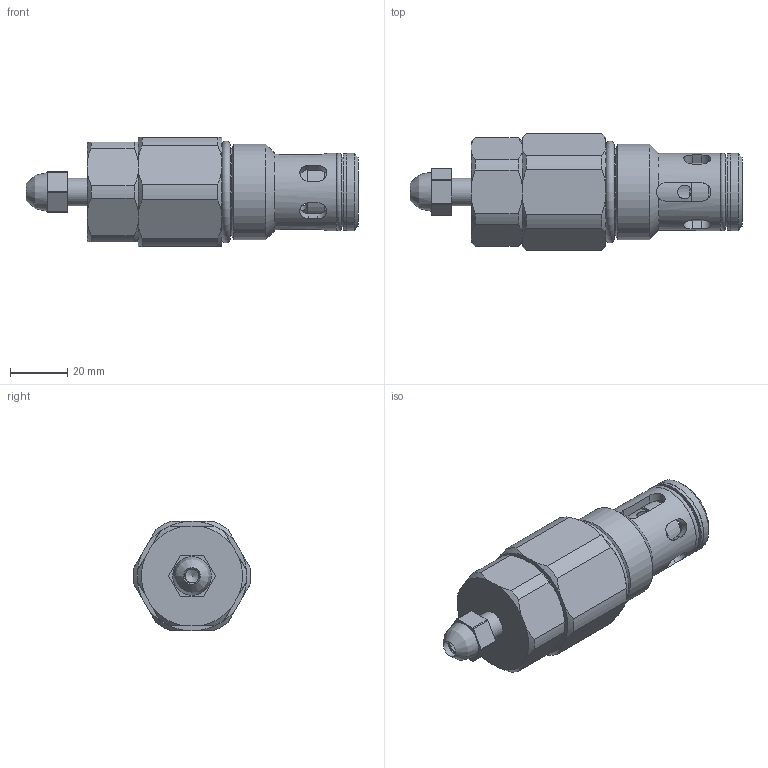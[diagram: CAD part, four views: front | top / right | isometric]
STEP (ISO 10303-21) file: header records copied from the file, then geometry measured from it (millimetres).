
FILE_DESCRIPTION((''),'2;1');
FILE_NAME('HSF1202.stp','2016-03-03T17:52:34',('JGroves'),(''),'Autodesk Inventor 2012','Autodesk Inventor 2012','');
FILE_SCHEMA(('AUTOMOTIVE_DESIGN { 1 0 10303 214 1 1 1 1 }'));
Length unit declared in the file: inch
Products named in the file (1): L400524HS01(HSF1202)_Shrinkwrap_1
Bounding box: 116.04 x 41.11 x 38.1 mm (x, y, z)
Surface area: 23189.1 mm2 (no closed solid volume)
Topology: 0 solids, 13 shells, 129 faces, 405 edges, 273 vertices
Faces by surface type: cylinder 50, plane 44, cone 31, torus 3, bspline 1
Full cylindrical faces by diameter (mm): 4.775 x3, 5.944 x1, 9.525 x2, 12.7 x1, 15.875 x1, 19.05 x1, 20.625 x2, 20.65 x1, 21.158 x1, 24.181 x1, 26.822 x1, 26.949 x2, 30.404 x1, 33.325 x1
Entity records: 5093 total; most frequent: CARTESIAN_POINT 1647, ORIENTED_EDGE 661, DIRECTION 634, EDGE_CURVE 365, VERTEX_POINT 262, AXIS2_PLACEMENT_3D 251, EDGE_LOOP 175, VECTOR 132
